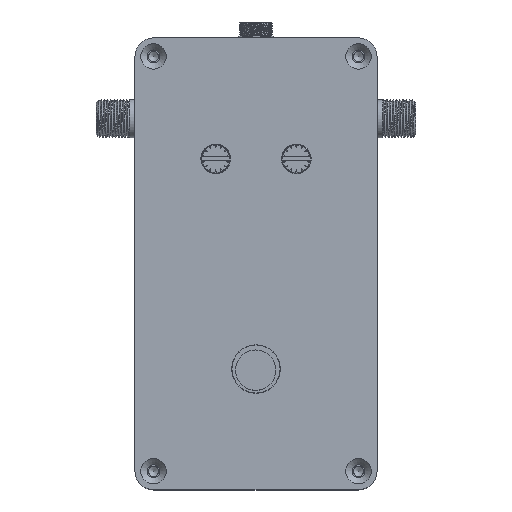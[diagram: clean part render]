
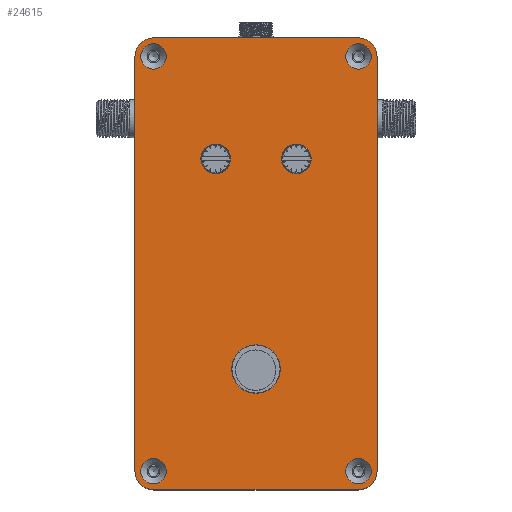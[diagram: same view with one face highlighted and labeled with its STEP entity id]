
A CAD part, top view. The second image highlights one B-rep face of the part: STEP entity #24615.
In plain terms, the highlighted planar face has unit normal (0, 0, 1).
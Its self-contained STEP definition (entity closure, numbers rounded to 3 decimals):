
#611=FACE_BOUND('',#5078,.T.);
#612=FACE_BOUND('',#5079,.T.);
#613=FACE_BOUND('',#5080,.T.);
#614=FACE_BOUND('',#5081,.T.);
#615=FACE_BOUND('',#5082,.T.);
#616=FACE_BOUND('',#5083,.T.);
#617=FACE_BOUND('',#5084,.T.);
#2158=PLANE('',#27003);
#3468=FACE_OUTER_BOUND('',#5077,.T.);
#5077=EDGE_LOOP('',(#22448,#22449,#22450,#22451,#22452,#22453,#22454,#22455));
#5078=EDGE_LOOP('',(#22456));
#5079=EDGE_LOOP('',(#22457));
#5080=EDGE_LOOP('',(#22458));
#5081=EDGE_LOOP('',(#22459));
#5082=EDGE_LOOP('',(#22460));
#5083=EDGE_LOOP('',(#22461));
#5084=EDGE_LOOP('',(#22462));
#7293=LINE('',#52605,#9533);
#7296=LINE('',#52613,#9536);
#7299=LINE('',#52621,#9539);
#7309=LINE('',#52659,#9549);
#9533=VECTOR('',#33296,10.);
#9536=VECTOR('',#33305,10.);
#9539=VECTOR('',#33314,10.);
#9549=VECTOR('',#33362,10.);
#10412=CIRCLE('',#26880,3.5);
#10414=CIRCLE('',#26883,3.5);
#10459=CIRCLE('',#26974,6.);
#10460=CIRCLE('',#26976,4.6);
#10461=CIRCLE('',#26979,4.6);
#10462=CIRCLE('',#26982,4.6);
#10463=CIRCLE('',#26985,4.6);
#10464=CIRCLE('',#26987,3.15);
#10466=CIRCLE('',#26991,3.15);
#10468=CIRCLE('',#26995,3.15);
#10470=CIRCLE('',#26999,3.15);
#12447=VERTEX_POINT('',#52304);
#12449=VERTEX_POINT('',#52310);
#12546=VERTEX_POINT('',#52593);
#12547=VERTEX_POINT('',#52597);
#12548=VERTEX_POINT('',#52598);
#12549=VERTEX_POINT('',#52603);
#12550=VERTEX_POINT('',#52607);
#12551=VERTEX_POINT('',#52611);
#12552=VERTEX_POINT('',#52615);
#12553=VERTEX_POINT('',#52619);
#12554=VERTEX_POINT('',#52623);
#12555=VERTEX_POINT('',#52627);
#12557=VERTEX_POINT('',#52635);
#12559=VERTEX_POINT('',#52643);
#12561=VERTEX_POINT('',#52651);
#15709=EDGE_CURVE('',#12447,#12447,#10412,.T.);
#15712=EDGE_CURVE('',#12449,#12449,#10414,.T.);
#15853=EDGE_CURVE('',#12546,#12546,#10459,.T.);
#15854=EDGE_CURVE('',#12547,#12548,#10460,.T.);
#15858=EDGE_CURVE('',#12547,#12549,#7293,.T.);
#15859=EDGE_CURVE('',#12550,#12549,#10461,.T.);
#15862=EDGE_CURVE('',#12550,#12551,#7296,.T.);
#15863=EDGE_CURVE('',#12552,#12551,#10462,.T.);
#15866=EDGE_CURVE('',#12552,#12553,#7299,.T.);
#15867=EDGE_CURVE('',#12554,#12553,#10463,.T.);
#15869=EDGE_CURVE('',#12555,#12555,#10464,.T.);
#15873=EDGE_CURVE('',#12557,#12557,#10466,.T.);
#15877=EDGE_CURVE('',#12559,#12559,#10468,.T.);
#15881=EDGE_CURVE('',#12561,#12561,#10470,.T.);
#15885=EDGE_CURVE('',#12554,#12548,#7309,.T.);
#22448=ORIENTED_EDGE('',*,*,#15854,.F.);
#22449=ORIENTED_EDGE('',*,*,#15858,.T.);
#22450=ORIENTED_EDGE('',*,*,#15859,.F.);
#22451=ORIENTED_EDGE('',*,*,#15862,.T.);
#22452=ORIENTED_EDGE('',*,*,#15863,.F.);
#22453=ORIENTED_EDGE('',*,*,#15866,.T.);
#22454=ORIENTED_EDGE('',*,*,#15867,.F.);
#22455=ORIENTED_EDGE('',*,*,#15885,.T.);
#22456=ORIENTED_EDGE('',*,*,#15709,.T.);
#22457=ORIENTED_EDGE('',*,*,#15712,.T.);
#22458=ORIENTED_EDGE('',*,*,#15853,.T.);
#22459=ORIENTED_EDGE('',*,*,#15869,.T.);
#22460=ORIENTED_EDGE('',*,*,#15873,.T.);
#22461=ORIENTED_EDGE('',*,*,#15877,.T.);
#22462=ORIENTED_EDGE('',*,*,#15881,.T.);
#24615=ADVANCED_FACE('',(#3468,#611,#612,#613,#614,#615,#616,#617),#2158,
 .T.);
#26880=AXIS2_PLACEMENT_3D('',#52305,#33000,#33001);
#26883=AXIS2_PLACEMENT_3D('',#52311,#33007,#33008);
#26974=AXIS2_PLACEMENT_3D('',#52595,#33285,#33286);
#26976=AXIS2_PLACEMENT_3D('',#52599,#33289,#33290);
#26979=AXIS2_PLACEMENT_3D('',#52608,#33299,#33300);
#26982=AXIS2_PLACEMENT_3D('',#52616,#33308,#33309);
#26985=AXIS2_PLACEMENT_3D('',#52624,#33317,#33318);
#26987=AXIS2_PLACEMENT_3D('',#52628,#33322,#33323);
#26991=AXIS2_PLACEMENT_3D('',#52636,#33332,#33333);
#26995=AXIS2_PLACEMENT_3D('',#52644,#33342,#33343);
#26999=AXIS2_PLACEMENT_3D('',#52652,#33352,#33353);
#27003=AXIS2_PLACEMENT_3D('',#52660,#33363,#33364);
#33000=DIRECTION('center_axis',(0.,0.,-1.));
#33001=DIRECTION('ref_axis',(-1.,0.,0.));
#33007=DIRECTION('center_axis',(0.,0.,-1.));
#33008=DIRECTION('ref_axis',(-1.,0.,0.));
#33285=DIRECTION('center_axis',(0.,0.,-1.));
#33286=DIRECTION('ref_axis',(1.,0.,0.));
#33289=DIRECTION('center_axis',(0.,0.,-1.));
#33290=DIRECTION('ref_axis',(-0.707,-0.707,0.));
#33296=DIRECTION('',(1.,0.,0.));
#33299=DIRECTION('center_axis',(0.,0.,-1.));
#33300=DIRECTION('ref_axis',(0.707,-0.707,0.));
#33305=DIRECTION('',(0.,1.,0.));
#33308=DIRECTION('center_axis',(0.,0.,-1.));
#33309=DIRECTION('ref_axis',(0.707,0.707,0.));
#33314=DIRECTION('',(-1.,0.,0.));
#33317=DIRECTION('center_axis',(0.,0.,-1.));
#33318=DIRECTION('ref_axis',(-0.707,0.707,0.));
#33322=DIRECTION('center_axis',(0.,0.,-1.));
#33323=DIRECTION('ref_axis',(1.,0.,0.));
#33332=DIRECTION('center_axis',(0.,0.,-1.));
#33333=DIRECTION('ref_axis',(1.,0.,0.));
#33342=DIRECTION('center_axis',(0.,0.,-1.));
#33343=DIRECTION('ref_axis',(1.,0.,0.));
#33352=DIRECTION('center_axis',(0.,0.,-1.));
#33353=DIRECTION('ref_axis',(1.,0.,0.));
#33362=DIRECTION('',(0.,-1.,0.));
#33363=DIRECTION('center_axis',(0.,0.,1.));
#33364=DIRECTION('ref_axis',(1.,0.,0.));
#52304=CARTESIAN_POINT('',(43.5,-30.,4.));
#52305=CARTESIAN_POINT('Origin',(40.,-30.,4.));
#52310=CARTESIAN_POINT('',(23.5,-30.,4.));
#52311=CARTESIAN_POINT('Origin',(20.,-30.,4.));
#52593=CARTESIAN_POINT('',(24.,-82.077,4.));
#52595=CARTESIAN_POINT('Origin',(30.,-82.077,4.));
#52597=CARTESIAN_POINT('',(4.6,-112.,4.));
#52598=CARTESIAN_POINT('',(0.,-107.4,4.));
#52599=CARTESIAN_POINT('Origin',(4.6,-107.4,4.));
#52603=CARTESIAN_POINT('',(55.4,-112.,4.));
#52605=CARTESIAN_POINT('',(60.,-112.,4.));
#52607=CARTESIAN_POINT('',(60.,-107.4,4.));
#52608=CARTESIAN_POINT('Origin',(55.4,-107.4,4.));
#52611=CARTESIAN_POINT('',(60.,-4.6,4.));
#52613=CARTESIAN_POINT('',(60.,0.,4.));
#52615=CARTESIAN_POINT('',(55.4,0.,4.));
#52616=CARTESIAN_POINT('Origin',(55.4,-4.6,4.));
#52619=CARTESIAN_POINT('',(4.6,0.,4.));
#52621=CARTESIAN_POINT('',(0.,0.,4.));
#52623=CARTESIAN_POINT('',(0.,-4.6,4.));
#52624=CARTESIAN_POINT('Origin',(4.6,-4.6,4.));
#52627=CARTESIAN_POINT('',(52.25,-107.4,4.));
#52628=CARTESIAN_POINT('Origin',(55.4,-107.4,4.));
#52635=CARTESIAN_POINT('',(1.45,-4.6,4.));
#52636=CARTESIAN_POINT('Origin',(4.6,-4.6,4.));
#52643=CARTESIAN_POINT('',(52.25,-4.6,4.));
#52644=CARTESIAN_POINT('Origin',(55.4,-4.6,4.));
#52651=CARTESIAN_POINT('',(1.45,-107.4,4.));
#52652=CARTESIAN_POINT('Origin',(4.6,-107.4,4.));
#52659=CARTESIAN_POINT('',(0.,-112.,4.));
#52660=CARTESIAN_POINT('Origin',(30.,-56.,4.));
